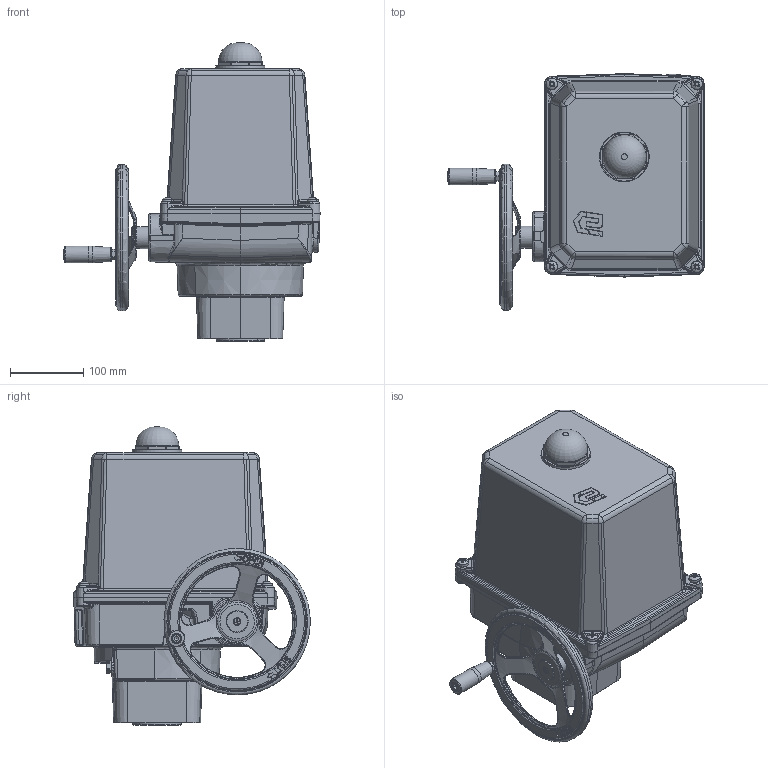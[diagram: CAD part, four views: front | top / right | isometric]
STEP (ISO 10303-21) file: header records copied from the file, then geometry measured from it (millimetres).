
FILE_DESCRIPTION(('HOOPS Exchange Step'),'2;1');
FILE_NAME('AN0300_503-703_F10.stp','2025-04-25T13:36:33+02:00',('nieru'),('Unknown organisation'),'HOOPS Exchange 2024.2','HOOPS Exchange','Unknown authorisation');
FILE_SCHEMA( ('AP203_CONFIGURATION_CONTROLLED_3D_DESIGN_OF_MECHANICAL_PARTS_AND_ASSEMBLIES_MIM_LF') );
Length unit declared in the file: millimetre
Products named in the file (4): 0; root
Assembly tree (3 placements, depth 3):
  root
    0
      0
      0
Bounding box: 349.93 x 323.35 x 407.7 mm (x, y, z)
Volume: 14027266.1 mm3; surface area: 697712.8 mm2
Topology: 26 solids, 26 shells, 2384 faces, 5978 edges, 3610 vertices
Faces by surface type: cylinder 925, plane 456, bspline 384, torus 367, cone 172, sphere 80
Full cylindrical faces by diameter (mm): 3.1 x1, 3.219 x1, 4.773 x1, 6 x1, 6.647 x1, 8 x1, 8.137 x1, 8.376 x4, 9 x1, 10.5 x1, 13 x1, 13.5 x1, 15.875 x1, 16 x1, 20 x3, 23 x1, 24 x2, 30 x3, 42 x2, 55 x2, 58.632 x1, 60.2 x1, 68 x1, 74.53 x1, 196 x1, 200 x1
Entity records: 171650 total; most frequent: CARTESIAN_POINT 119679, ORIENTED_EDGE 11756, DIRECTION 9312, EDGE_CURVE 5878, AXIS2_PLACEMENT_3D 3750, VERTEX_POINT 3610, EDGE_LOOP 2480, FACE_BOUND 2480
